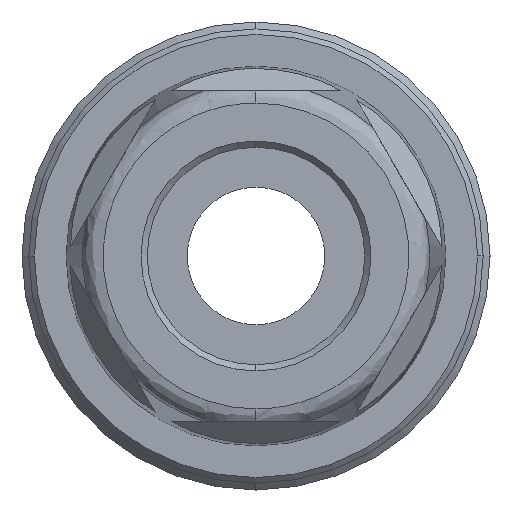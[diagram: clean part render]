
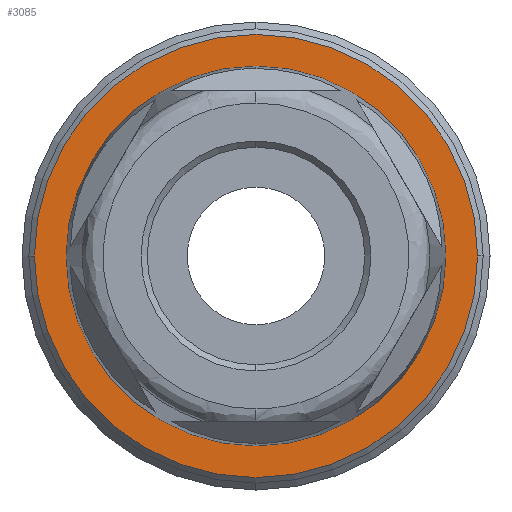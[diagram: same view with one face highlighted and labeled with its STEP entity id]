
A CAD part, left-side view. The second image highlights one B-rep face of the part: STEP entity #3085.
In plain terms, the highlighted planar face has unit normal (-1, 0, 0).
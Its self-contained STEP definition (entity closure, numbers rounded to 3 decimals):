
#193 = FACE_OUTER_BOUND ( 'NONE', #1234, .T. ) ;
#200 = FACE_BOUND ( 'NONE', #1233, .T. ) ;
#609 = AXIS2_PLACEMENT_3D ( 'NONE', #2150, #2149, #2147 ) ;
#611 = AXIS2_PLACEMENT_3D ( 'NONE', #2158, #2157, #2156 ) ;
#1233 = EDGE_LOOP ( 'NONE', ( #1420, #1419 ) ) ;
#1234 = EDGE_LOOP ( 'NONE', ( #1418, #1417 ) ) ;
#1417 = ORIENTED_EDGE ( 'NONE', *, *, #3222, .F. ) ;
#1418 = ORIENTED_EDGE ( 'NONE', *, *, #3100, .F. ) ;
#1419 = ORIENTED_EDGE ( 'NONE', *, *, #3405, .F. ) ;
#1420 = ORIENTED_EDGE ( 'NONE', *, *, #3220, .F. ) ;
#1892 = DIRECTION ( 'NONE',  ( 0., 0., -1. ) ) ;
#1896 = DIRECTION ( 'NONE',  ( -1., 0., 0. ) ) ;
#1897 = CARTESIAN_POINT ( 'NONE',  ( 22.9, 0., 0. ) ) ;
#2147 = DIRECTION ( 'NONE',  ( 0., 1., 0. ) ) ;
#2149 = DIRECTION ( 'NONE',  ( 1., 0., 0. ) ) ;
#2150 = CARTESIAN_POINT ( 'NONE',  ( 22.9, 0., 0. ) ) ;
#2156 = DIRECTION ( 'NONE',  ( 0., 0., -1. ) ) ;
#2157 = DIRECTION ( 'NONE',  ( -1., 0., 0. ) ) ;
#2158 = CARTESIAN_POINT ( 'NONE',  ( 22.9, 0., 0. ) ) ;
#2235 = VERTEX_POINT ( 'NONE', #2621 ) ;
#2311 = VERTEX_POINT ( 'NONE', #2450 ) ;
#2316 = VERTEX_POINT ( 'NONE', #2459 ) ;
#2379 = VERTEX_POINT ( 'NONE', #2519 ) ;
#2450 = CARTESIAN_POINT ( 'NONE',  ( 22.9, -16.1, 0. ) ) ;
#2459 = CARTESIAN_POINT ( 'NONE',  ( 22.9, 0., -13.8 ) ) ;
#2519 = CARTESIAN_POINT ( 'NONE',  ( 22.9, 16.1, 0. ) ) ;
#2621 = CARTESIAN_POINT ( 'NONE',  ( 22.9, 0., 13.8 ) ) ;
#2976 = AXIS2_PLACEMENT_3D ( 'NONE', #1897, #1896, #1892 ) ;
#3085 = ADVANCED_FACE ( 'NONE', ( #200, #193 ), #3816, .F. ) ;
#3100 = EDGE_CURVE ( 'NONE', #2379, #2311, #4542, .T. ) ;
#3220 = EDGE_CURVE ( 'NONE', #2316, #2235, #3656, .T. ) ;
#3222 = EDGE_CURVE ( 'NONE', #2311, #2379, #3654, .T. ) ;
#3335 = AXIS2_PLACEMENT_3D ( 'NONE', #3768, #3781, #3770 ) ;
#3405 = EDGE_CURVE ( 'NONE', #2235, #2316, #3569, .T. ) ;
#3569 = CIRCLE ( 'NONE', #2976, 13.8 ) ;
#3654 = CIRCLE ( 'NONE', #609, 16.1 ) ;
#3656 = CIRCLE ( 'NONE', #611, 13.8 ) ;
#3768 = CARTESIAN_POINT ( 'NONE',  ( 22.9, 0., 0. ) ) ;
#3770 = DIRECTION ( 'NONE',  ( 0., 1., 0. ) ) ;
#3781 = DIRECTION ( 'NONE',  ( 1., 0., 0. ) ) ;
#3814 = CARTESIAN_POINT ( 'NONE',  ( 22.9, 11., 0. ) ) ;
#3816 = PLANE ( 'NONE',  #4175 ) ;
#3817 = DIRECTION ( 'NONE',  ( 1., 0., 0. ) ) ;
#3818 = DIRECTION ( 'NONE',  ( 0., 0., -1. ) ) ;
#4175 = AXIS2_PLACEMENT_3D ( 'NONE', #3814, #3817, #3818 ) ;
#4542 = CIRCLE ( 'NONE', #3335, 16.1 ) ;
